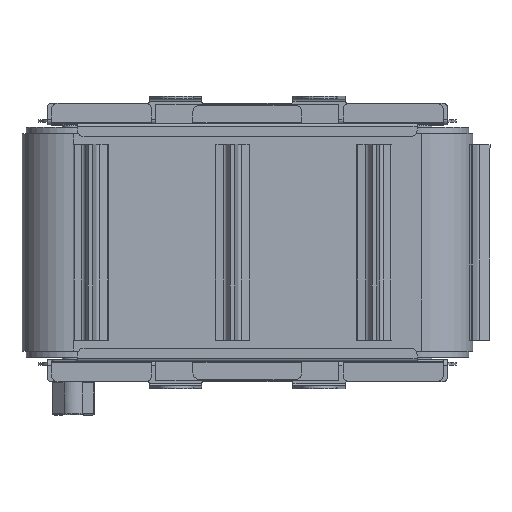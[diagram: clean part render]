
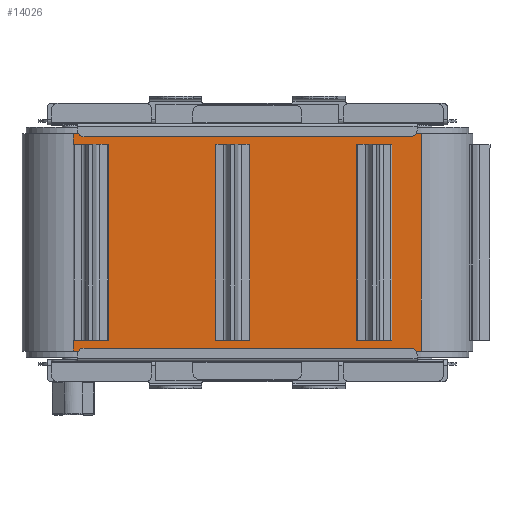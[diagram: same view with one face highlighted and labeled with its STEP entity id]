
A CAD part, top view. The second image highlights one B-rep face of the part: STEP entity #14026.
In plain terms, the highlighted planar face has unit normal (0, 0, 1).
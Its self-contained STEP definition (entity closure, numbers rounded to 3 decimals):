
#512=FACE_BOUND('',#1420,.T.);
#513=FACE_BOUND('',#1421,.T.);
#651=FACE_OUTER_BOUND('',#1419,.T.);
#1419=EDGE_LOOP('',(#9144,#9145,#9146,#9147,#9148,#9149,#9150,#9151));
#1420=EDGE_LOOP('',(#9152,#9153,#9154,#9155));
#1421=EDGE_LOOP('',(#9156,#9157,#9158,#9159));
#2161=LINE('',#20361,#3406);
#2167=LINE('',#20382,#3412);
#2205=LINE('',#20493,#3450);
#2210=LINE('',#20503,#3455);
#2224=LINE('',#20538,#3469);
#2225=LINE('',#20540,#3470);
#2233=LINE('',#20566,#3478);
#2238=LINE('',#20576,#3483);
#2252=LINE('',#20611,#3497);
#2253=LINE('',#20613,#3498);
#2317=LINE('',#20785,#3562);
#2336=LINE('',#20830,#3581);
#2337=LINE('',#20832,#3582);
#2338=LINE('',#20834,#3583);
#2339=LINE('',#20835,#3584);
#2340=LINE('',#20836,#3585);
#3406=VECTOR('',#16196,10.);
#3412=VECTOR('',#16212,10.);
#3450=VECTOR('',#16316,10.);
#3455=VECTOR('',#16323,10.);
#3469=VECTOR('',#16359,10.);
#3470=VECTOR('',#16362,10.);
#3478=VECTOR('',#16386,10.);
#3483=VECTOR('',#16393,10.);
#3497=VECTOR('',#16429,10.);
#3498=VECTOR('',#16432,10.);
#3562=VECTOR('',#16596,10.);
#3581=VECTOR('',#16639,10.);
#3582=VECTOR('',#16642,10.);
#3583=VECTOR('',#16645,10.);
#3584=VECTOR('',#16646,10.);
#3585=VECTOR('',#16647,10.);
#5362=VERTEX_POINT('',#20355);
#5364=VERTEX_POINT('',#20359);
#5372=VERTEX_POINT('',#20376);
#5374=VERTEX_POINT('',#20380);
#5413=VERTEX_POINT('',#20490);
#5414=VERTEX_POINT('',#20492);
#5416=VERTEX_POINT('',#20497);
#5418=VERTEX_POINT('',#20501);
#5437=VERTEX_POINT('',#20563);
#5438=VERTEX_POINT('',#20565);
#5440=VERTEX_POINT('',#20570);
#5442=VERTEX_POINT('',#20574);
#5509=VERTEX_POINT('',#20782);
#5510=VERTEX_POINT('',#20784);
#5512=VERTEX_POINT('',#20789);
#5514=VERTEX_POINT('',#20793);
#6668=EDGE_CURVE('',#5362,#5364,#2161,.T.);
#6678=EDGE_CURVE('',#5372,#5374,#2167,.T.);
#6732=EDGE_CURVE('',#5414,#5413,#2205,.T.);
#6737=EDGE_CURVE('',#5416,#5418,#2210,.T.);
#6755=EDGE_CURVE('',#5418,#5414,#2224,.T.);
#6756=EDGE_CURVE('',#5413,#5416,#2225,.T.);
#6768=EDGE_CURVE('',#5438,#5437,#2233,.T.);
#6773=EDGE_CURVE('',#5440,#5442,#2238,.T.);
#6791=EDGE_CURVE('',#5442,#5438,#2252,.T.);
#6792=EDGE_CURVE('',#5437,#5440,#2253,.T.);
#6876=EDGE_CURVE('',#5510,#5509,#2317,.T.);
#6899=EDGE_CURVE('',#5514,#5510,#2336,.T.);
#6900=EDGE_CURVE('',#5509,#5512,#2337,.T.);
#6901=EDGE_CURVE('',#5362,#5512,#2338,.T.);
#6902=EDGE_CURVE('',#5364,#5372,#2339,.T.);
#6903=EDGE_CURVE('',#5514,#5374,#2340,.T.);
#9144=ORIENTED_EDGE('',*,*,#6899,.T.);
#9145=ORIENTED_EDGE('',*,*,#6876,.T.);
#9146=ORIENTED_EDGE('',*,*,#6900,.T.);
#9147=ORIENTED_EDGE('',*,*,#6901,.F.);
#9148=ORIENTED_EDGE('',*,*,#6668,.T.);
#9149=ORIENTED_EDGE('',*,*,#6902,.T.);
#9150=ORIENTED_EDGE('',*,*,#6678,.T.);
#9151=ORIENTED_EDGE('',*,*,#6903,.F.);
#9152=ORIENTED_EDGE('',*,*,#6737,.T.);
#9153=ORIENTED_EDGE('',*,*,#6755,.T.);
#9154=ORIENTED_EDGE('',*,*,#6732,.T.);
#9155=ORIENTED_EDGE('',*,*,#6756,.T.);
#9156=ORIENTED_EDGE('',*,*,#6773,.T.);
#9157=ORIENTED_EDGE('',*,*,#6791,.T.);
#9158=ORIENTED_EDGE('',*,*,#6768,.T.);
#9159=ORIENTED_EDGE('',*,*,#6792,.T.);
#12874=PLANE('',#14866);
#14026=ADVANCED_FACE('',(#651,#512,#513),#12874,.T.);
#14866=AXIS2_PLACEMENT_3D('',#20833,#16643,#16644);
#16196=DIRECTION('',(1.,0.,0.));
#16212=DIRECTION('',(-1.,0.,0.));
#16316=DIRECTION('',(0.,-1.,0.));
#16323=DIRECTION('',(0.,1.,0.));
#16359=DIRECTION('',(1.,0.,0.));
#16362=DIRECTION('',(-1.,0.,0.));
#16386=DIRECTION('',(0.,-1.,0.));
#16393=DIRECTION('',(0.,1.,0.));
#16429=DIRECTION('',(1.,0.,0.));
#16432=DIRECTION('',(-1.,0.,0.));
#16596=DIRECTION('',(0.,-1.,0.));
#16639=DIRECTION('',(1.,0.,0.));
#16642=DIRECTION('',(-1.,0.,0.));
#16643=DIRECTION('center_axis',(0.,0.,
1.));
#16644=DIRECTION('ref_axis',(0.,-1.,0.));
#16645=DIRECTION('',(0.,1.,0.));
#16646=DIRECTION('',(0.,1.,0.));
#16647=DIRECTION('',(0.,1.,0.));
#20355=CARTESIAN_POINT('',(-400.,-250.,17.75));
#20359=CARTESIAN_POINT('',(400.,-250.,17.75));
#20361=CARTESIAN_POINT('',(-400.,-250.,17.75));
#20376=CARTESIAN_POINT('',(400.,250.,17.75));
#20380=CARTESIAN_POINT('',(-400.,250.,17.75));
#20382=CARTESIAN_POINT('',(-400.,250.,17.75));
#20490=CARTESIAN_POINT('',(332.,-225.,17.75));
#20492=CARTESIAN_POINT('',(332.,225.,17.75));
#20493=CARTESIAN_POINT('',(332.,0.,17.75));
#20497=CARTESIAN_POINT('',(252.,-225.,17.75));
#20501=CARTESIAN_POINT('',(252.,225.,17.75));
#20503=CARTESIAN_POINT('',(252.,0.,17.75));
#20538=CARTESIAN_POINT('',(346.,225.,17.75));
#20540=CARTESIAN_POINT('',(346.,-225.,17.75));
#20563=CARTESIAN_POINT('',(6.,-225.,17.75));
#20565=CARTESIAN_POINT('',(6.,225.,17.75));
#20566=CARTESIAN_POINT('',(6.,0.,17.75));
#20570=CARTESIAN_POINT('',(-74.,-225.,17.75));
#20574=CARTESIAN_POINT('',(-74.,225.,17.75));
#20576=CARTESIAN_POINT('',(-74.,0.,17.75));
#20611=CARTESIAN_POINT('',(183.,225.,17.75));
#20613=CARTESIAN_POINT('',(183.,-225.,17.75));
#20782=CARTESIAN_POINT('',(-320.,-225.,17.75));
#20784=CARTESIAN_POINT('',(-320.,225.,17.75));
#20785=CARTESIAN_POINT('',(-320.,0.,17.75));
#20789=CARTESIAN_POINT('',(-400.,-225.,17.75));
#20793=CARTESIAN_POINT('',(-400.,225.,17.75));
#20830=CARTESIAN_POINT('',(20.,225.,17.75));
#20832=CARTESIAN_POINT('',(20.,-225.,17.75));
#20833=CARTESIAN_POINT('Origin',(400.,0.,
17.75));
#20834=CARTESIAN_POINT('',(-400.,0.,17.75));
#20835=CARTESIAN_POINT('',(400.,0.,17.75));
#20836=CARTESIAN_POINT('',(-400.,0.,17.75));
